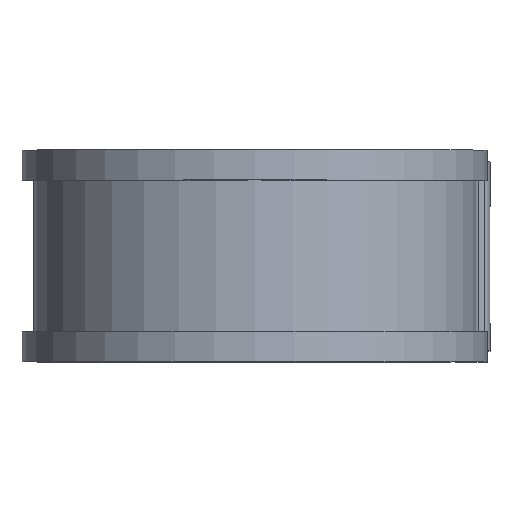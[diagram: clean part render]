
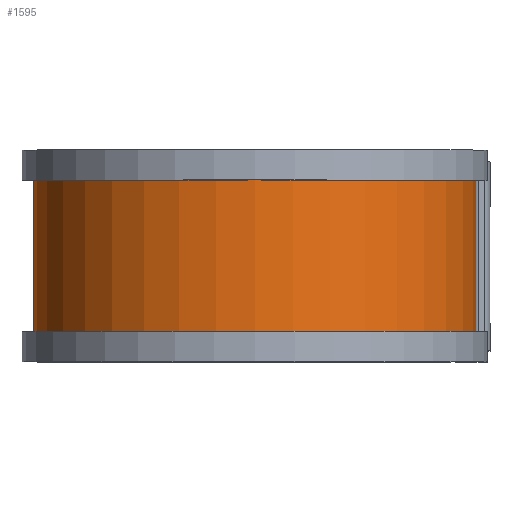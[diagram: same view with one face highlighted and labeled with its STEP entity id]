
A CAD part, top view. The second image highlights one B-rep face of the part: STEP entity #1595.
In plain terms, the highlighted cylindrical face has radius 29.731 mm (diameter 59.461 mm), a partial arc.
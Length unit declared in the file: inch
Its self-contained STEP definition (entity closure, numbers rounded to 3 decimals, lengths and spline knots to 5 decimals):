
#26 = EDGE_LOOP ( 'NONE', ( #306, #785, #831, #1384 ) ) ;
#71 = VERTEX_POINT ( 'NONE', #372 ) ;
#78 = LINE ( 'NONE', #159, #1111 ) ;
#102 = AXIS2_PLACEMENT_3D ( 'NONE', #222, #463, #1546 ) ;
#126 = VERTEX_POINT ( 'NONE', #136 ) ;
#136 = CARTESIAN_POINT ( 'NONE',  ( 1.1705, 0.4, 0. ) ) ;
#155 = VERTEX_POINT ( 'NONE', #1676 ) ;
#159 = CARTESIAN_POINT ( 'NONE',  ( 0., 0.5, -1.1705 ) ) ;
#222 = CARTESIAN_POINT ( 'NONE',  ( 0., 0.5, 0. ) ) ;
#258 = EDGE_CURVE ( 'NONE', #71, #155, #1314, .T. ) ;
#306 = ORIENTED_EDGE ( 'NONE', *, *, #882, .F. ) ;
#348 = DIRECTION ( 'NONE',  ( 0., -1., 0. ) ) ;
#372 = CARTESIAN_POINT ( 'NONE',  ( 1.1705, -0.4, 0. ) ) ;
#377 = AXIS2_PLACEMENT_3D ( 'NONE', #1338, #1321, #1299 ) ;
#463 = DIRECTION ( 'NONE',  ( 0., -1., 0. ) ) ;
#597 = VECTOR ( 'NONE', #1036, 39.37008 ) ;
#662 = VERTEX_POINT ( 'NONE', #842 ) ;
#682 = CYLINDRICAL_SURFACE ( 'NONE', #102, 1.1705 ) ;
#709 = CIRCLE ( 'NONE', #1708, 1.1705 ) ;
#731 = FACE_OUTER_BOUND ( 'NONE', #26, .T. ) ;
#785 = ORIENTED_EDGE ( 'NONE', *, *, #1447, .T. ) ;
#831 = ORIENTED_EDGE ( 'NONE', *, *, #1421, .T. ) ;
#842 = CARTESIAN_POINT ( 'NONE',  ( 0., 0.4, -1.1705 ) ) ;
#882 = EDGE_CURVE ( 'NONE', #126, #71, #987, .T. ) ;
#987 = LINE ( 'NONE', #1041, #597 ) ;
#1036 = DIRECTION ( 'NONE',  ( 0., -1., 0. ) ) ;
#1041 = CARTESIAN_POINT ( 'NONE',  ( 1.1705, 0.5, 0. ) ) ;
#1106 = CARTESIAN_POINT ( 'NONE',  ( 0., 0.4, 0. ) ) ;
#1111 = VECTOR ( 'NONE', #1520, 39.37008 ) ;
#1239 = DIRECTION ( 'NONE',  ( 0., 0., -1. ) ) ;
#1299 = DIRECTION ( 'NONE',  ( 0., 0., -1. ) ) ;
#1314 = CIRCLE ( 'NONE', #377, 1.1705 ) ;
#1321 = DIRECTION ( 'NONE',  ( 0., -1., 0. ) ) ;
#1338 = CARTESIAN_POINT ( 'NONE',  ( 0., -0.4, 0. ) ) ;
#1384 = ORIENTED_EDGE ( 'NONE', *, *, #258, .F. ) ;
#1421 = EDGE_CURVE ( 'NONE', #662, #155, #78, .T. ) ;
#1447 = EDGE_CURVE ( 'NONE', #126, #662, #709, .T. ) ;
#1520 = DIRECTION ( 'NONE',  ( 0., -1., 0. ) ) ;
#1546 = DIRECTION ( 'NONE',  ( 0., 0., -1. ) ) ;
#1595 = ADVANCED_FACE ( 'NONE', ( #731 ), #682, .T. ) ;
#1676 = CARTESIAN_POINT ( 'NONE',  ( 0., -0.4, -1.1705 ) ) ;
#1708 = AXIS2_PLACEMENT_3D ( 'NONE', #1106, #348, #1239 ) ;
